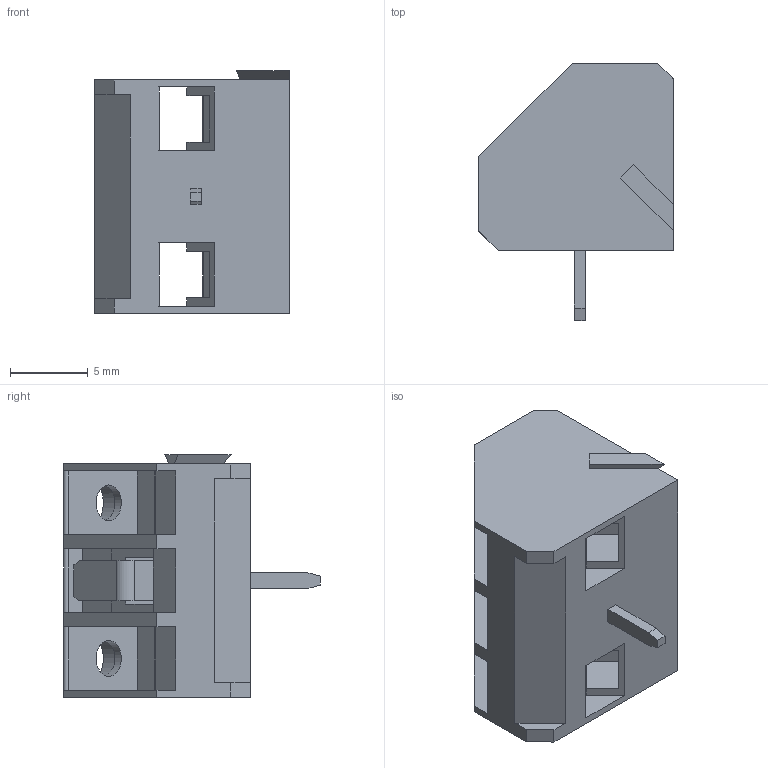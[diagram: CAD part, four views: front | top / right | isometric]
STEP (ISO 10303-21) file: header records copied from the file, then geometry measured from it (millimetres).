
FILE_DESCRIPTION(/* description */ ('Unknown'),/* implementation_level */ '2;1');
FILE_NAME(/* name */ '691201820101',/* time_stamp */ '2017-07-17T09:16:15+02:00',/* author */ ('Unknown'),/* organization */ ('Unknown'),/* preprocessor_version */ 'ST-DEVELOPER v16.7',/* originating_system */ 'DEX',/* authorisation */ $);
FILE_SCHEMA (('AUTOMOTIVE_DESIGN {1 0 10303 214 3 1 1}'));
Length unit declared in the file: millimetre
Products named in the file (2): 6912018200xx; COB10_1B
Assembly tree (1 placements, depth 2):
  6912018200xx
    COB10_1B
Bounding box: 12.5 x 16.5 x 15.6 mm (x, y, z)
Volume: 1079.9 mm3; surface area: 1609.1 mm2
Topology: 1 solids, 1 shells, 150 faces, 444 edges, 295 vertices
Faces by surface type: plane 139, cylinder 11
Full cylindrical faces by diameter (mm): 2.3 x2, 3.6 x3
Entity records: 5997 total; most frequent: CARTESIAN_POINT 880, ORIENTED_EDGE 872, DIRECTION 774, EDGE_CURVE 436, LINE 402, VECTOR 402, VERTEX_POINT 292, AXIS2_PLACEMENT_3D 186
